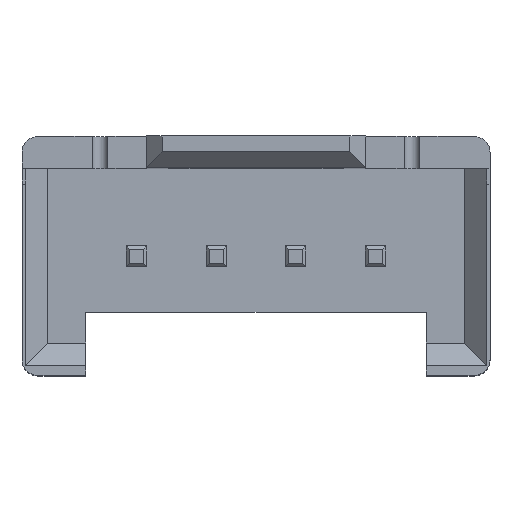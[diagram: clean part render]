
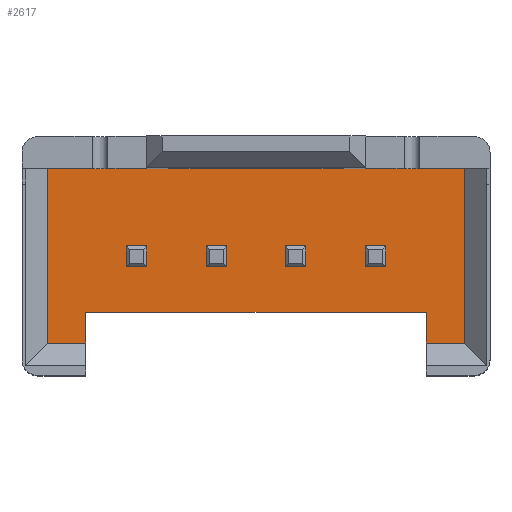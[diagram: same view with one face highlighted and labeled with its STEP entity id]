
A CAD part, top view. The second image highlights one B-rep face of the part: STEP entity #2617.
In plain terms, the highlighted planar face has unit normal (0, 0, 1).
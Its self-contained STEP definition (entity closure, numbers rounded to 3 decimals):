
#17=FACE_BOUND('',#348,.T.);
#18=FACE_BOUND('',#349,.T.);
#19=FACE_BOUND('',#350,.T.);
#20=FACE_BOUND('',#351,.T.);
#203=FACE_OUTER_BOUND('',#347,.T.);
#347=EDGE_LOOP('',(#1954,#1955,#1956,#1957,#1958,#1959,#1960,#1961));
#348=EDGE_LOOP('',(#1962,#1963,#1964,#1965));
#349=EDGE_LOOP('',(#1966,#1967,#1968,#1969));
#350=EDGE_LOOP('',(#1970,#1971,#1972,#1973));
#351=EDGE_LOOP('',(#1974,#1975,#1976,#1977));
#471=LINE('',#3593,#816);
#553=LINE('',#3758,#898);
#556=LINE('',#3764,#901);
#567=LINE('',#3788,#912);
#570=LINE('',#3794,#915);
#581=LINE('',#3815,#926);
#595=LINE('',#3843,#940);
#596=LINE('',#3846,#941);
#597=LINE('',#3848,#942);
#598=LINE('',#3850,#943);
#599=LINE('',#3852,#944);
#600=LINE('',#3854,#945);
#601=LINE('',#3856,#946);
#602=LINE('',#3857,#947);
#603=LINE('',#3858,#948);
#604=LINE('',#3861,#949);
#605=LINE('',#3863,#950);
#606=LINE('',#3865,#951);
#607=LINE('',#3866,#952);
#608=LINE('',#3867,#953);
#609=LINE('',#3870,#954);
#610=LINE('',#3872,#955);
#611=LINE('',#3874,#956);
#612=LINE('',#3875,#957);
#816=VECTOR('',#2925,1.);
#898=VECTOR('',#3067,10.);
#901=VECTOR('',#3072,10.);
#912=VECTOR('',#3089,1.);
#915=VECTOR('',#3094,10.);
#926=VECTOR('',#3109,1.);
#940=VECTOR('',#3135,10.);
#941=VECTOR('',#3138,1.);
#942=VECTOR('',#3139,1.);
#943=VECTOR('',#3140,1.);
#944=VECTOR('',#3141,1.);
#945=VECTOR('',#3142,1.);
#946=VECTOR('',#3143,1.);
#947=VECTOR('',#3144,1.);
#948=VECTOR('',#3145,1.);
#949=VECTOR('',#3146,1.);
#950=VECTOR('',#3147,1.);
#951=VECTOR('',#3148,1.);
#952=VECTOR('',#3149,1.);
#953=VECTOR('',#3150,1.);
#954=VECTOR('',#3151,1.);
#955=VECTOR('',#3152,1.);
#956=VECTOR('',#3153,1.);
#957=VECTOR('',#3154,1.);
#1161=VERTEX_POINT('',#3590);
#1162=VERTEX_POINT('',#3592);
#1212=VERTEX_POINT('',#3751);
#1215=VERTEX_POINT('',#3756);
#1216=VERTEX_POINT('',#3760);
#1224=VERTEX_POINT('',#3781);
#1227=VERTEX_POINT('',#3786);
#1228=VERTEX_POINT('',#3790);
#1236=VERTEX_POINT('',#3811);
#1245=VERTEX_POINT('',#3841);
#1246=VERTEX_POINT('',#3845);
#1247=VERTEX_POINT('',#3847);
#1248=VERTEX_POINT('',#3849);
#1249=VERTEX_POINT('',#3851);
#1250=VERTEX_POINT('',#3853);
#1251=VERTEX_POINT('',#3855);
#1252=VERTEX_POINT('',#3859);
#1253=VERTEX_POINT('',#3860);
#1254=VERTEX_POINT('',#3862);
#1255=VERTEX_POINT('',#3864);
#1256=VERTEX_POINT('',#3868);
#1257=VERTEX_POINT('',#3869);
#1258=VERTEX_POINT('',#3871);
#1259=VERTEX_POINT('',#3873);
#1392=EDGE_CURVE('',#1162,#1161,#471,.T.);
#1474=EDGE_CURVE('',#1212,#1215,#553,.T.);
#1477=EDGE_CURVE('',#1216,#1212,#556,.T.);
#1488=EDGE_CURVE('',#1224,#1227,#567,.T.);
#1491=EDGE_CURVE('',#1228,#1224,#570,.T.);
#1502=EDGE_CURVE('',#1236,#1216,#581,.T.);
#1516=EDGE_CURVE('',#1245,#1228,#595,.T.);
#1517=EDGE_CURVE('',#1161,#1246,#596,.T.);
#1518=EDGE_CURVE('',#1246,#1247,#597,.T.);
#1519=EDGE_CURVE('',#1248,#1247,#598,.T.);
#1520=EDGE_CURVE('',#1249,#1248,#599,.T.);
#1521=EDGE_CURVE('',#1250,#1249,#600,.T.);
#1522=EDGE_CURVE('',#1250,#1251,#601,.T.);
#1523=EDGE_CURVE('',#1251,#1162,#602,.T.);
#1524=EDGE_CURVE('',#1236,#1215,#603,.T.);
#1525=EDGE_CURVE('',#1252,#1253,#604,.T.);
#1526=EDGE_CURVE('',#1253,#1254,#605,.T.);
#1527=EDGE_CURVE('',#1255,#1254,#606,.T.);
#1528=EDGE_CURVE('',#1252,#1255,#607,.T.);
#1529=EDGE_CURVE('',#1245,#1227,#608,.T.);
#1530=EDGE_CURVE('',#1256,#1257,#609,.T.);
#1531=EDGE_CURVE('',#1257,#1258,#610,.T.);
#1532=EDGE_CURVE('',#1259,#1258,#611,.T.);
#1533=EDGE_CURVE('',#1256,#1259,#612,.T.);
#1954=ORIENTED_EDGE('',*,*,#1392,.T.);
#1955=ORIENTED_EDGE('',*,*,#1517,.T.);
#1956=ORIENTED_EDGE('',*,*,#1518,.T.);
#1957=ORIENTED_EDGE('',*,*,#1519,.F.);
#1958=ORIENTED_EDGE('',*,*,#1520,.F.);
#1959=ORIENTED_EDGE('',*,*,#1521,.F.);
#1960=ORIENTED_EDGE('',*,*,#1522,.T.);
#1961=ORIENTED_EDGE('',*,*,#1523,.T.);
#1962=ORIENTED_EDGE('',*,*,#1474,.T.);
#1963=ORIENTED_EDGE('',*,*,#1524,.F.);
#1964=ORIENTED_EDGE('',*,*,#1502,.T.);
#1965=ORIENTED_EDGE('',*,*,#1477,.T.);
#1966=ORIENTED_EDGE('',*,*,#1525,.T.);
#1967=ORIENTED_EDGE('',*,*,#1526,.T.);
#1968=ORIENTED_EDGE('',*,*,#1527,.F.);
#1969=ORIENTED_EDGE('',*,*,#1528,.F.);
#1970=ORIENTED_EDGE('',*,*,#1529,.F.);
#1971=ORIENTED_EDGE('',*,*,#1516,.T.);
#1972=ORIENTED_EDGE('',*,*,#1491,.T.);
#1973=ORIENTED_EDGE('',*,*,#1488,.T.);
#1974=ORIENTED_EDGE('',*,*,#1530,.T.);
#1975=ORIENTED_EDGE('',*,*,#1531,.T.);
#1976=ORIENTED_EDGE('',*,*,#1532,.F.);
#1977=ORIENTED_EDGE('',*,*,#1533,.F.);
#2480=PLANE('',#2777);
#2617=ADVANCED_FACE('',(#203,#17,#18,#19,#20),#2480,.T.);
#2777=AXIS2_PLACEMENT_3D('',#3844,#3136,#3137);
#2925=DIRECTION('',(-1.,0.,0.));
#3067=DIRECTION('',(1.,0.,0.));
#3072=DIRECTION('',(0.,1.,0.));
#3089=DIRECTION('',(0.,1.,0.));
#3094=DIRECTION('',(-1.,0.,0.));
#3109=DIRECTION('',(-1.,0.,0.));
#3135=DIRECTION('',(0.,-1.,0.));
#3136=DIRECTION('center_axis',(0.,0.,1.));
#3137=DIRECTION('ref_axis',(1.,0.,0.));
#3138=DIRECTION('',(0.,-1.,0.));
#3139=DIRECTION('',(1.,0.,0.));
#3140=DIRECTION('',(0.,-1.,0.));
#3141=DIRECTION('',(-1.,0.,0.));
#3142=DIRECTION('',(0.,1.,0.));
#3143=DIRECTION('',(1.,0.,0.));
#3144=DIRECTION('',(0.,1.,0.));
#3145=DIRECTION('',(0.,1.,0.));
#3146=DIRECTION('',(-1.,0.,0.));
#3147=DIRECTION('',(0.,1.,0.));
#3148=DIRECTION('',(-1.,0.,0.));
#3149=DIRECTION('',(0.,1.,0.));
#3150=DIRECTION('',(-1.,0.,0.));
#3151=DIRECTION('',(-1.,0.,0.));
#3152=DIRECTION('',(0.,1.,0.));
#3153=DIRECTION('',(-1.,0.,0.));
#3154=DIRECTION('',(0.,1.,0.));
#3590=CARTESIAN_POINT('',(-4.05,2.75,3.));
#3592=CARTESIAN_POINT('',(9.05,2.75,3.));
#3593=CARTESIAN_POINT('',(9.05,2.75,3.));
#3751=CARTESIAN_POINT('',(3.43,0.32,3.));
#3756=CARTESIAN_POINT('',(4.07,0.32,3.));
#3758=CARTESIAN_POINT('',(2.34,0.32,3.));
#3760=CARTESIAN_POINT('',(3.43,-0.32,3.));
#3764=CARTESIAN_POINT('',(3.43,-0.16,3.));
#3781=CARTESIAN_POINT('',(0.93,-0.32,3.));
#3786=CARTESIAN_POINT('',(0.93,0.32,3.));
#3788=CARTESIAN_POINT('',(0.93,-0.16,3.));
#3790=CARTESIAN_POINT('',(1.57,-0.32,3.));
#3794=CARTESIAN_POINT('',(1.09,-0.32,3.));
#3811=CARTESIAN_POINT('',(4.07,-0.32,3.));
#3815=CARTESIAN_POINT('',(3.59,-0.32,3.));
#3841=CARTESIAN_POINT('',(1.57,0.32,3.));
#3843=CARTESIAN_POINT('',(1.57,-0.16,3.));
#3844=CARTESIAN_POINT('Origin',(1.25,0.,3.));
#3845=CARTESIAN_POINT('',(-4.05,-2.75,3.));
#3846=CARTESIAN_POINT('',(-4.05,2.75,3.));
#3847=CARTESIAN_POINT('',(-2.85,-2.75,3.));
#3848=CARTESIAN_POINT('',(-4.05,-2.75,3.));
#3849=CARTESIAN_POINT('',(-2.85,-1.75,3.));
#3850=CARTESIAN_POINT('',(-2.85,-0.875,3.));
#3851=CARTESIAN_POINT('',(7.85,-1.75,3.));
#3852=CARTESIAN_POINT('',(5.8,-1.75,3.));
#3853=CARTESIAN_POINT('',(7.85,-2.75,3.));
#3854=CARTESIAN_POINT('',(7.85,-1.875,3.));
#3855=CARTESIAN_POINT('',(9.05,-2.75,3.));
#3856=CARTESIAN_POINT('',(-1.55,-2.75,3.));
#3857=CARTESIAN_POINT('',(9.05,-2.75,3.));
#3858=CARTESIAN_POINT('',(4.07,-0.16,3.));
#3859=CARTESIAN_POINT('',(-0.93,-0.32,3.));
#3860=CARTESIAN_POINT('',(-1.57,-0.32,3.));
#3861=CARTESIAN_POINT('',(-0.16,-0.32,3.));
#3862=CARTESIAN_POINT('',(-1.57,0.32,3.));
#3863=CARTESIAN_POINT('',(-1.57,-0.16,3.));
#3864=CARTESIAN_POINT('',(-0.93,0.32,3.));
#3865=CARTESIAN_POINT('',(-0.16,0.32,3.));
#3866=CARTESIAN_POINT('',(-0.93,-0.16,3.));
#3867=CARTESIAN_POINT('',(1.09,0.32,3.));
#3868=CARTESIAN_POINT('',(6.57,-0.32,3.));
#3869=CARTESIAN_POINT('',(5.93,-0.32,3.));
#3870=CARTESIAN_POINT('',(4.84,-0.32,3.));
#3871=CARTESIAN_POINT('',(5.93,0.32,3.));
#3872=CARTESIAN_POINT('',(5.93,-0.16,3.));
#3873=CARTESIAN_POINT('',(6.57,0.32,3.));
#3874=CARTESIAN_POINT('',(4.84,0.32,3.));
#3875=CARTESIAN_POINT('',(6.57,-0.16,3.));
